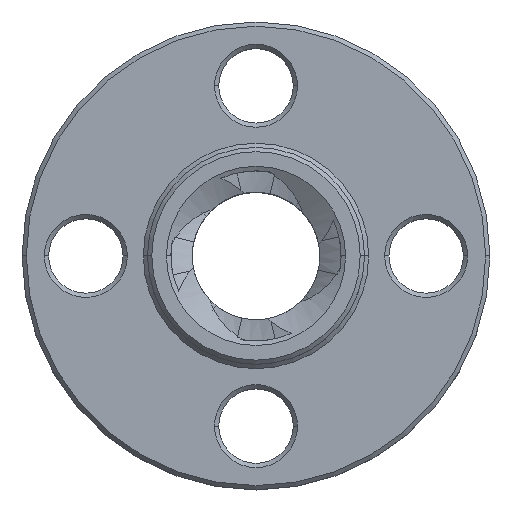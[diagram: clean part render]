
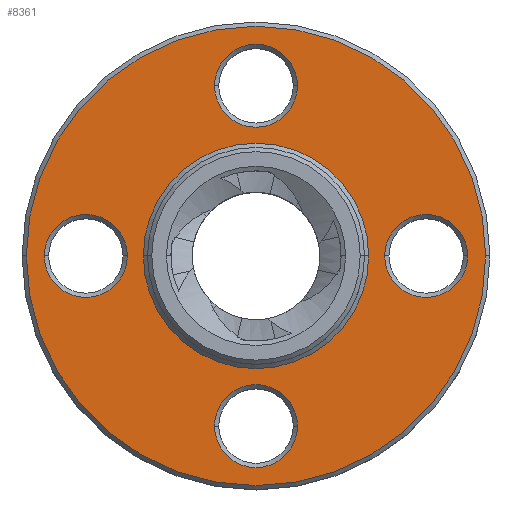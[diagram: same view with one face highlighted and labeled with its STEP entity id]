
A CAD part, top view. The second image highlights one B-rep face of the part: STEP entity #8361.
In plain terms, the highlighted planar face has unit normal (0, 0, 1).
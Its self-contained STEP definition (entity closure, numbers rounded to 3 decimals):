
#222=CARTESIAN_POINT('',(0.,0.,0.));
#223=DIRECTION('',(0.,0.,1.));
#224=DIRECTION('',(1.,0.,0.));
#225=AXIS2_PLACEMENT_3D('',#222,#223,#224);
#230=CARTESIAN_POINT('',(0.,0.,0.));
#231=DIRECTION('',(0.,0.,1.));
#232=DIRECTION('',(-1.,0.,0.));
#233=AXIS2_PLACEMENT_3D('',#230,#231,#232);
#238=CARTESIAN_POINT('',(0.,0.,0.));
#239=DIRECTION('',(0.,0.,-1.));
#240=DIRECTION('',(1.,0.,0.));
#241=AXIS2_PLACEMENT_3D('',#238,#239,#240);
#246=CARTESIAN_POINT('',(0.,0.,0.));
#247=DIRECTION('',(0.,0.,-1.));
#248=DIRECTION('',(-1.,0.,0.));
#249=AXIS2_PLACEMENT_3D('',#246,#247,#248);
#254=CARTESIAN_POINT('',(0.,8.,0.));
#255=DIRECTION('',(0.,0.,-1.));
#256=DIRECTION('',(1.,0.,0.));
#257=AXIS2_PLACEMENT_3D('',#254,#255,#256);
#262=CARTESIAN_POINT('',(0.,8.,0.));
#263=DIRECTION('',(0.,0.,-1.));
#264=DIRECTION('',(-1.,0.,0.));
#265=AXIS2_PLACEMENT_3D('',#262,#263,#264);
#270=CARTESIAN_POINT('',(8.,0.,0.));
#271=DIRECTION('',(0.,0.,-1.));
#272=DIRECTION('',(1.,0.,0.));
#273=AXIS2_PLACEMENT_3D('',#270,#271,#272);
#278=CARTESIAN_POINT('',(8.,0.,0.));
#279=DIRECTION('',(0.,0.,-1.));
#280=DIRECTION('',(-1.,0.,0.));
#281=AXIS2_PLACEMENT_3D('',#278,#279,#280);
#286=CARTESIAN_POINT('',(0.,-8.,0.));
#287=DIRECTION('',(0.,0.,-1.));
#288=DIRECTION('',(1.,0.,0.));
#289=AXIS2_PLACEMENT_3D('',#286,#287,#288);
#294=CARTESIAN_POINT('',(0.,-8.,0.));
#295=DIRECTION('',(0.,0.,-1.));
#296=DIRECTION('',(-1.,0.,0.));
#297=AXIS2_PLACEMENT_3D('',#294,#295,#296);
#302=CARTESIAN_POINT('',(-8.,0.,0.));
#303=DIRECTION('',(0.,0.,-1.));
#304=DIRECTION('',(1.,0.,0.));
#305=AXIS2_PLACEMENT_3D('',#302,#303,#304);
#310=CARTESIAN_POINT('',(-8.,0.,0.));
#311=DIRECTION('',(0.,0.,-1.));
#312=DIRECTION('',(-1.,0.,0.));
#313=AXIS2_PLACEMENT_3D('',#310,#311,#312);
#7477=CARTESIAN_POINT('',(-9.95,0.,0.));
#7478=VERTEX_POINT('',#7477);
#7479=CARTESIAN_POINT('',(-6.05,0.,0.));
#7480=VERTEX_POINT('',#7479);
#7493=CARTESIAN_POINT('',(-1.95,-8.,0.));
#7494=VERTEX_POINT('',#7493);
#7495=CARTESIAN_POINT('',(1.95,-8.,0.));
#7496=VERTEX_POINT('',#7495);
#7617=CARTESIAN_POINT('',(6.05,0.,0.));
#7618=VERTEX_POINT('',#7617);
#7619=CARTESIAN_POINT('',(9.95,0.,0.));
#7620=VERTEX_POINT('',#7619);
#7747=CARTESIAN_POINT('',(-1.95,8.,0.));
#7748=VERTEX_POINT('',#7747);
#7749=CARTESIAN_POINT('',(1.95,8.,0.));
#7750=VERTEX_POINT('',#7749);
#7755=CARTESIAN_POINT('',(-5.3,0.,0.));
#7756=VERTEX_POINT('',#7755);
#7757=CARTESIAN_POINT('',(5.3,0.,0.));
#7758=VERTEX_POINT('',#7757);
#7765=CARTESIAN_POINT('',(-10.8,0.,0.));
#7766=VERTEX_POINT('',#7765);
#7767=CARTESIAN_POINT('',(10.8,0.,0.));
#7768=VERTEX_POINT('',#7767);
#8322=CARTESIAN_POINT('',(0.,0.,0.));
#8323=DIRECTION('',(0.,0.,1.));
#8324=DIRECTION('',(1.,0.,0.));
#8325=AXIS2_PLACEMENT_3D('',#8322,#8323,#8324);
#8326=PLANE('',#8325);
#8328=ORIENTED_EDGE('',*,*,#8327,.F.);
#8330=ORIENTED_EDGE('',*,*,#8329,.F.);
#8331=EDGE_LOOP('',(#8328,#8330));
#8332=FACE_OUTER_BOUND('',#8331,.F.);
#8333=ORIENTED_EDGE('',*,*,#8289,.F.);
#8334=ORIENTED_EDGE('',*,*,#8304,.F.);
#8335=EDGE_LOOP('',(#8333,#8334));
#8336=FACE_BOUND('',#8335,.F.);
#8338=ORIENTED_EDGE('',*,*,#8337,.F.);
#8340=ORIENTED_EDGE('',*,*,#8339,.F.);
#8341=EDGE_LOOP('',(#8338,#8340));
#8342=FACE_BOUND('',#8341,.F.);
#8344=ORIENTED_EDGE('',*,*,#8343,.F.);
#8346=ORIENTED_EDGE('',*,*,#8345,.F.);
#8347=EDGE_LOOP('',(#8344,#8346));
#8348=FACE_BOUND('',#8347,.F.);
#8350=ORIENTED_EDGE('',*,*,#8349,.F.);
#8352=ORIENTED_EDGE('',*,*,#8351,.F.);
#8353=EDGE_LOOP('',(#8350,#8352));
#8354=FACE_BOUND('',#8353,.F.);
#8356=ORIENTED_EDGE('',*,*,#8355,.F.);
#8358=ORIENTED_EDGE('',*,*,#8357,.F.);
#8359=EDGE_LOOP('',(#8356,#8358));
#8360=FACE_BOUND('',#8359,.F.);
#226=CIRCLE('',#225,10.8);
#234=CIRCLE('',#233,10.8);
#242=CIRCLE('',#241,5.3);
#250=CIRCLE('',#249,5.3);
#258=CIRCLE('',#257,1.95);
#266=CIRCLE('',#265,1.95);
#274=CIRCLE('',#273,1.95);
#282=CIRCLE('',#281,1.95);
#290=CIRCLE('',#289,1.95);
#298=CIRCLE('',#297,1.95);
#306=CIRCLE('',#305,1.95);
#314=CIRCLE('',#313,1.95);
#8289=EDGE_CURVE('',#7758,#7756,#242,.T.);
#8304=EDGE_CURVE('',#7756,#7758,#250,.T.);
#8327=EDGE_CURVE('',#7768,#7766,#226,.T.);
#8329=EDGE_CURVE('',#7766,#7768,#234,.T.);
#8337=EDGE_CURVE('',#7750,#7748,#258,.T.);
#8339=EDGE_CURVE('',#7748,#7750,#266,.T.);
#8343=EDGE_CURVE('',#7620,#7618,#274,.T.);
#8345=EDGE_CURVE('',#7618,#7620,#282,.T.);
#8349=EDGE_CURVE('',#7496,#7494,#290,.T.);
#8351=EDGE_CURVE('',#7494,#7496,#298,.T.);
#8355=EDGE_CURVE('',#7480,#7478,#306,.T.);
#8357=EDGE_CURVE('',#7478,#7480,#314,.T.);
#8361=ADVANCED_FACE('',(#8332,#8336,#8342,#8348,#8354,#8360),#8326,.T.);
